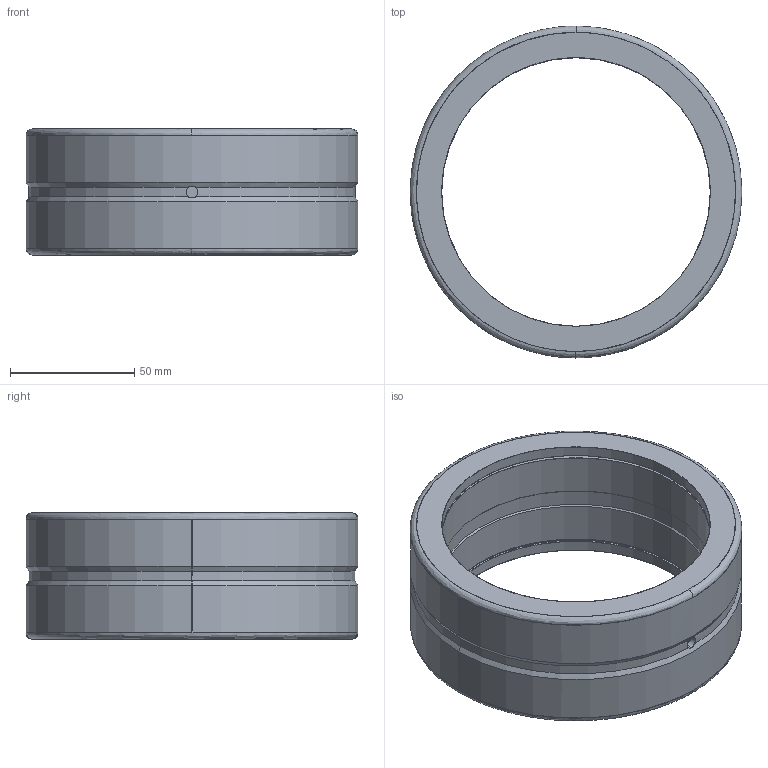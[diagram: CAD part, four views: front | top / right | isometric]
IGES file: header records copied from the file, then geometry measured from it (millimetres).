
Start section: SolidWorks IGES file using analytic representation for surfaces
Global section: file name: GRDEFAU0519179165172.igs; native system: SolidWorks 2015; preprocessor: SolidWorks 2015; author: partstream; date: 150519.170924; units: millimetre
Bounding box: 133.35 x 133.35 x 50.8 mm (x, y, z)
Surface area: 59768.3 mm2 (no closed solid volume)
Topology: 0 solids, 0 shells, 59 faces, 1422 edges, 1426 vertices
Faces by surface type: revolution 41, bspline 18
